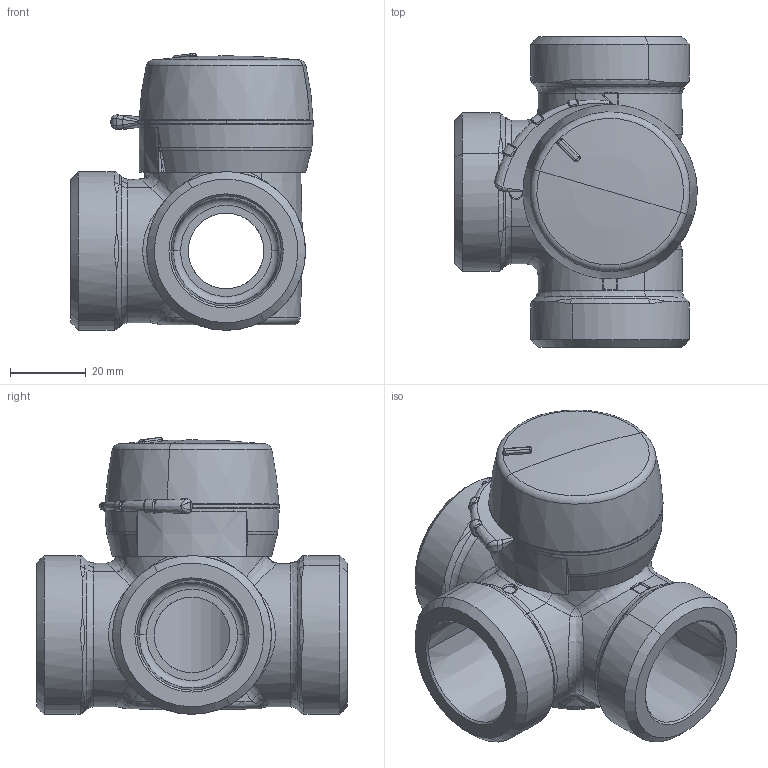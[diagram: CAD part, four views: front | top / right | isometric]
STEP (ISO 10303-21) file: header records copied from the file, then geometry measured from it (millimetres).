
FILE_DESCRIPTION(('CATIA V5 STEP Exchange'),'2;1');
FILE_NAME('7052s2.stp','2008-06-12T10:35:53+00:00',('none'),('none'),'CATIA Version 5 Release 16 (IN-10)','CATIA V5 STEP AP214','none');
FILE_SCHEMA(('AUTOMOTIVE_DESIGN { 1 0 10303 214 1 1 1 1 }'));
Length unit declared in the file: millimetre
Products named in the file (5): VRG X32 DN25; 7002-02; 7035-01; 7040-01; 7039-01
Assembly tree (4 placements, depth 2):
  VRG X32 DN25
    7002-02
    7035-01
    7040-01
    7039-01
Bounding box: 64 x 82 x 73.02 mm (x, y, z)
Volume: 85227.9 mm3; surface area: 52222.2 mm2
Topology: 5 solids, 5 shells, 943 faces, 2499 edges, 1588 vertices
Faces by surface type: plane 353, cylinder 239, bspline 163, cone 96, torus 49, sphere 17, revolution 16, extrusion 10
Entity records: 38098 total; most frequent: CARTESIAN_POINT 17777, ORIENTED_EDGE 4966, DIRECTION 2830, EDGE_CURVE 2442, VERTEX_POINT 1557, AXIS2_PLACEMENT_3D 1171, VECTOR 1130, LINE 1120
